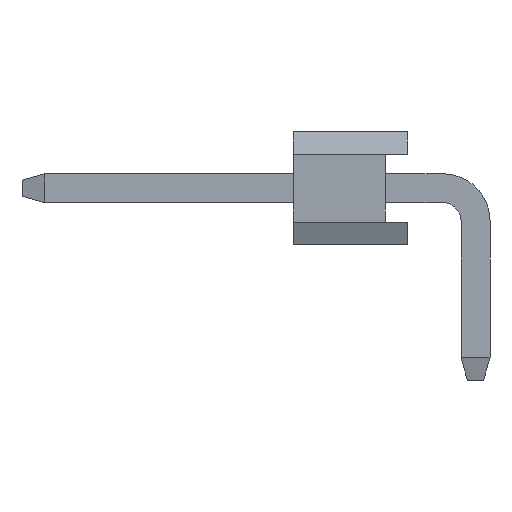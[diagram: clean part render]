
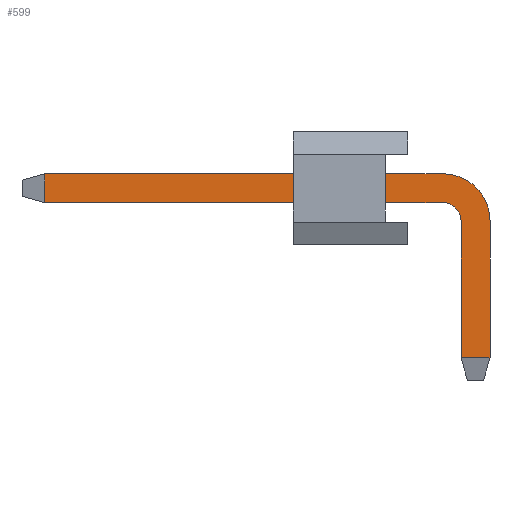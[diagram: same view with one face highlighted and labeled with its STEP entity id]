
A CAD part, front view. The second image highlights one B-rep face of the part: STEP entity #599.
In plain terms, the highlighted planar face has unit normal (0, -1, 0).
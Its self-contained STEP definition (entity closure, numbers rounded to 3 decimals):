
#113 = B_SPLINE_SURFACE_WITH_KNOTS('',1,1,(
    (#114,#115)
    ,(#116,#117
    )),.UNSPECIFIED.,.F.,.F.,.F.,(2,2),(2,2),(0.,0.64),(0.,1.),
  .PIECEWISE_BEZIER_KNOTS.);
#114 = CARTESIAN_POINT('',(-9.54,-0.32,0.93));
#115 = CARTESIAN_POINT('',(-10.04,-0.18,1.07));
#116 = CARTESIAN_POINT('',(-9.54,-0.32,1.57));
#117 = CARTESIAN_POINT('',(-10.04,-0.18,1.43));
#227 = VERTEX_POINT('',#228);
#228 = CARTESIAN_POINT('',(-9.54,-0.32,0.93));
#242 = PLANE('',#243);
#243 = AXIS2_PLACEMENT_3D('',#244,#245,#246);
#244 = CARTESIAN_POINT('',(-0.72,0.32,0.93));
#245 = DIRECTION('',(0.,0.,-1.));
#246 = DIRECTION('',(-1.,0.,0.));
#279 = EDGE_CURVE('',#227,#280,#282,.T.);
#280 = VERTEX_POINT('',#281);
#281 = CARTESIAN_POINT('',(-9.54,-0.32,1.57));
#282 = SURFACE_CURVE('',#283,(#287,#294),.PCURVE_S1.);
#283 = LINE('',#284,#285);
#284 = CARTESIAN_POINT('',(-9.54,-0.32,0.93));
#285 = VECTOR('',#286,1.);
#286 = DIRECTION('',(0.,0.,1.));
#287 = PCURVE('',#113,#288);
#288 = DEFINITIONAL_REPRESENTATION('',(#289),#293);
#289 = LINE('',#290,#291);
#290 = CARTESIAN_POINT('',(0.,0.));
#291 = VECTOR('',#292,1.);
#292 = DIRECTION('',(1.,0.));
#293 = ( GEOMETRIC_REPRESENTATION_CONTEXT(2) 
PARAMETRIC_REPRESENTATION_CONTEXT() REPRESENTATION_CONTEXT('2D SPACE',''
  ) );
#294 = PCURVE('',#295,#300);
#295 = PLANE('',#296);
#296 = AXIS2_PLACEMENT_3D('',#297,#298,#299);
#297 = CARTESIAN_POINT('',(0.32,-0.32,0.53));
#298 = DIRECTION('',(0.,-1.,0.));
#299 = DIRECTION('',(0.,0.,-1.));
#300 = DEFINITIONAL_REPRESENTATION('',(#301),#305);
#301 = LINE('',#302,#303);
#302 = CARTESIAN_POINT('',(-0.4,-9.86));
#303 = VECTOR('',#304,1.);
#304 = DIRECTION('',(-1.,0.));
#305 = ( GEOMETRIC_REPRESENTATION_CONTEXT(2) 
PARAMETRIC_REPRESENTATION_CONTEXT() REPRESENTATION_CONTEXT('2D SPACE',''
  ) );
#346 = PLANE('',#347);
#347 = AXIS2_PLACEMENT_3D('',#348,#349,#350);
#348 = CARTESIAN_POINT('',(-9.54,0.32,1.57));
#349 = DIRECTION('',(0.,0.,1.));
#350 = DIRECTION('',(1.,0.,0.));
#382 = PLANE('',#383);
#383 = AXIS2_PLACEMENT_3D('',#384,#385,#386);
#384 = CARTESIAN_POINT('',(0.32,0.32,0.53));
#385 = DIRECTION('',(1.,0.,0.));
#386 = DIRECTION('',(0.,0.,-1.));
#411 = CYLINDRICAL_SURFACE('',#412,1.04);
#412 = AXIS2_PLACEMENT_3D('',#413,#414,#415);
#413 = CARTESIAN_POINT('',(-0.72,0.32,0.53));
#414 = DIRECTION('',(0.,1.,0.));
#415 = DIRECTION('',(1.,0.,0.));
#485 = CYLINDRICAL_SURFACE('',#486,0.4);
#486 = AXIS2_PLACEMENT_3D('',#487,#488,#489);
#487 = CARTESIAN_POINT('',(-0.72,0.32,0.53));
#488 = DIRECTION('',(0.,1.,0.));
#489 = DIRECTION('',(1.,0.,0.));
#513 = PLANE('',#514);
#514 = AXIS2_PLACEMENT_3D('',#515,#516,#517);
#515 = CARTESIAN_POINT('',(-0.32,0.32,-2.5));
#516 = DIRECTION('',(-1.,0.,0.));
#517 = DIRECTION('',(0.,0.,1.));
#555 = VERTEX_POINT('',#556);
#556 = CARTESIAN_POINT('',(-0.72,-0.32,0.93));
#577 = EDGE_CURVE('',#555,#227,#578,.T.);
#578 = SURFACE_CURVE('',#579,(#583,#590),.PCURVE_S1.);
#579 = LINE('',#580,#581);
#580 = CARTESIAN_POINT('',(-0.72,-0.32,0.93));
#581 = VECTOR('',#582,1.);
#582 = DIRECTION('',(-1.,0.,0.));
#583 = PCURVE('',#242,#584);
#584 = DEFINITIONAL_REPRESENTATION('',(#585),#589);
#585 = LINE('',#586,#587);
#586 = CARTESIAN_POINT('',(0.,-0.64));
#587 = VECTOR('',#588,1.);
#588 = DIRECTION('',(1.,0.));
#589 = ( GEOMETRIC_REPRESENTATION_CONTEXT(2) 
PARAMETRIC_REPRESENTATION_CONTEXT() REPRESENTATION_CONTEXT('2D SPACE',''
  ) );
#590 = PCURVE('',#295,#591);
#591 = DEFINITIONAL_REPRESENTATION('',(#592),#596);
#592 = LINE('',#593,#594);
#593 = CARTESIAN_POINT('',(-0.4,-1.04));
#594 = VECTOR('',#595,1.);
#595 = DIRECTION('',(-0.,-1.));
#596 = ( GEOMETRIC_REPRESENTATION_CONTEXT(2) 
PARAMETRIC_REPRESENTATION_CONTEXT() REPRESENTATION_CONTEXT('2D SPACE',''
  ) );
#599 = ADVANCED_FACE('',(#600),#295,.T.);
#600 = FACE_BOUND('',#601,.T.);
#601 = EDGE_LOOP('',(#602,#627,#651,#672,#673,#674,#698,#721));
#602 = ORIENTED_EDGE('',*,*,#603,.F.);
#603 = EDGE_CURVE('',#604,#606,#608,.T.);
#604 = VERTEX_POINT('',#605);
#605 = CARTESIAN_POINT('',(0.32,-0.32,0.53));
#606 = VERTEX_POINT('',#607);
#607 = CARTESIAN_POINT('',(0.32,-0.32,-2.5));
#608 = SURFACE_CURVE('',#609,(#613,#620),.PCURVE_S1.);
#609 = LINE('',#610,#611);
#610 = CARTESIAN_POINT('',(0.32,-0.32,0.53));
#611 = VECTOR('',#612,1.);
#612 = DIRECTION('',(0.,0.,-1.));
#613 = PCURVE('',#295,#614);
#614 = DEFINITIONAL_REPRESENTATION('',(#615),#619);
#615 = LINE('',#616,#617);
#616 = CARTESIAN_POINT('',(0.,0.));
#617 = VECTOR('',#618,1.);
#618 = DIRECTION('',(1.,0.));
#619 = ( GEOMETRIC_REPRESENTATION_CONTEXT(2) 
PARAMETRIC_REPRESENTATION_CONTEXT() REPRESENTATION_CONTEXT('2D SPACE',''
  ) );
#620 = PCURVE('',#382,#621);
#621 = DEFINITIONAL_REPRESENTATION('',(#622),#626);
#622 = LINE('',#623,#624);
#623 = CARTESIAN_POINT('',(0.,-0.64));
#624 = VECTOR('',#625,1.);
#625 = DIRECTION('',(1.,0.));
#626 = ( GEOMETRIC_REPRESENTATION_CONTEXT(2) 
PARAMETRIC_REPRESENTATION_CONTEXT() REPRESENTATION_CONTEXT('2D SPACE',''
  ) );
#627 = ORIENTED_EDGE('',*,*,#628,.T.);
#628 = EDGE_CURVE('',#604,#629,#631,.T.);
#629 = VERTEX_POINT('',#630);
#630 = CARTESIAN_POINT('',(-0.72,-0.32,1.57));
#631 = SURFACE_CURVE('',#632,(#637,#644),.PCURVE_S1.);
#632 = CIRCLE('',#633,1.04);
#633 = AXIS2_PLACEMENT_3D('',#634,#635,#636);
#634 = CARTESIAN_POINT('',(-0.72,-0.32,0.53));
#635 = DIRECTION('',(0.,-1.,0.));
#636 = DIRECTION('',(1.,0.,0.));
#637 = PCURVE('',#295,#638);
#638 = DEFINITIONAL_REPRESENTATION('',(#639),#643);
#639 = CIRCLE('',#640,1.04);
#640 = AXIS2_PLACEMENT_2D('',#641,#642);
#641 = CARTESIAN_POINT('',(0.,-1.04));
#642 = DIRECTION('',(0.,1.));
#643 = ( GEOMETRIC_REPRESENTATION_CONTEXT(2) 
PARAMETRIC_REPRESENTATION_CONTEXT() REPRESENTATION_CONTEXT('2D SPACE',''
  ) );
#644 = PCURVE('',#411,#645);
#645 = DEFINITIONAL_REPRESENTATION('',(#646),#650);
#646 = LINE('',#647,#648);
#647 = CARTESIAN_POINT('',(-0.,-0.64));
#648 = VECTOR('',#649,1.);
#649 = DIRECTION('',(-1.,0.));
#650 = ( GEOMETRIC_REPRESENTATION_CONTEXT(2) 
PARAMETRIC_REPRESENTATION_CONTEXT() REPRESENTATION_CONTEXT('2D SPACE',''
  ) );
#651 = ORIENTED_EDGE('',*,*,#652,.F.);
#652 = EDGE_CURVE('',#280,#629,#653,.T.);
#653 = SURFACE_CURVE('',#654,(#658,#665),.PCURVE_S1.);
#654 = LINE('',#655,#656);
#655 = CARTESIAN_POINT('',(-9.54,-0.32,1.57));
#656 = VECTOR('',#657,1.);
#657 = DIRECTION('',(1.,0.,0.));
#658 = PCURVE('',#295,#659);
#659 = DEFINITIONAL_REPRESENTATION('',(#660),#664);
#660 = LINE('',#661,#662);
#661 = CARTESIAN_POINT('',(-1.04,-9.86));
#662 = VECTOR('',#663,1.);
#663 = DIRECTION('',(0.,1.));
#664 = ( GEOMETRIC_REPRESENTATION_CONTEXT(2) 
PARAMETRIC_REPRESENTATION_CONTEXT() REPRESENTATION_CONTEXT('2D SPACE',''
  ) );
#665 = PCURVE('',#346,#666);
#666 = DEFINITIONAL_REPRESENTATION('',(#667),#671);
#667 = LINE('',#668,#669);
#668 = CARTESIAN_POINT('',(0.,-0.64));
#669 = VECTOR('',#670,1.);
#670 = DIRECTION('',(1.,0.));
#671 = ( GEOMETRIC_REPRESENTATION_CONTEXT(2) 
PARAMETRIC_REPRESENTATION_CONTEXT() REPRESENTATION_CONTEXT('2D SPACE',''
  ) );
#672 = ORIENTED_EDGE('',*,*,#279,.F.);
#673 = ORIENTED_EDGE('',*,*,#577,.F.);
#674 = ORIENTED_EDGE('',*,*,#675,.F.);
#675 = EDGE_CURVE('',#676,#555,#678,.T.);
#676 = VERTEX_POINT('',#677);
#677 = CARTESIAN_POINT('',(-0.32,-0.32,0.53));
#678 = SURFACE_CURVE('',#679,(#684,#691),.PCURVE_S1.);
#679 = CIRCLE('',#680,0.4);
#680 = AXIS2_PLACEMENT_3D('',#681,#682,#683);
#681 = CARTESIAN_POINT('',(-0.72,-0.32,0.53));
#682 = DIRECTION('',(0.,-1.,0.));
#683 = DIRECTION('',(1.,0.,0.));
#684 = PCURVE('',#295,#685);
#685 = DEFINITIONAL_REPRESENTATION('',(#686),#690);
#686 = CIRCLE('',#687,0.4);
#687 = AXIS2_PLACEMENT_2D('',#688,#689);
#688 = CARTESIAN_POINT('',(0.,-1.04));
#689 = DIRECTION('',(0.,1.));
#690 = ( GEOMETRIC_REPRESENTATION_CONTEXT(2) 
PARAMETRIC_REPRESENTATION_CONTEXT() REPRESENTATION_CONTEXT('2D SPACE',''
  ) );
#691 = PCURVE('',#485,#692);
#692 = DEFINITIONAL_REPRESENTATION('',(#693),#697);
#693 = LINE('',#694,#695);
#694 = CARTESIAN_POINT('',(-0.,-0.64));
#695 = VECTOR('',#696,1.);
#696 = DIRECTION('',(-1.,0.));
#697 = ( GEOMETRIC_REPRESENTATION_CONTEXT(2) 
PARAMETRIC_REPRESENTATION_CONTEXT() REPRESENTATION_CONTEXT('2D SPACE',''
  ) );
#698 = ORIENTED_EDGE('',*,*,#699,.F.);
#699 = EDGE_CURVE('',#700,#676,#702,.T.);
#700 = VERTEX_POINT('',#701);
#701 = CARTESIAN_POINT('',(-0.32,-0.32,-2.5));
#702 = SURFACE_CURVE('',#703,(#707,#714),.PCURVE_S1.);
#703 = LINE('',#704,#705);
#704 = CARTESIAN_POINT('',(-0.32,-0.32,-2.5));
#705 = VECTOR('',#706,1.);
#706 = DIRECTION('',(0.,0.,1.));
#707 = PCURVE('',#295,#708);
#708 = DEFINITIONAL_REPRESENTATION('',(#709),#713);
#709 = LINE('',#710,#711);
#710 = CARTESIAN_POINT('',(3.03,-0.64));
#711 = VECTOR('',#712,1.);
#712 = DIRECTION('',(-1.,0.));
#713 = ( GEOMETRIC_REPRESENTATION_CONTEXT(2) 
PARAMETRIC_REPRESENTATION_CONTEXT() REPRESENTATION_CONTEXT('2D SPACE',''
  ) );
#714 = PCURVE('',#513,#715);
#715 = DEFINITIONAL_REPRESENTATION('',(#716),#720);
#716 = LINE('',#717,#718);
#717 = CARTESIAN_POINT('',(0.,-0.64));
#718 = VECTOR('',#719,1.);
#719 = DIRECTION('',(1.,0.));
#720 = ( GEOMETRIC_REPRESENTATION_CONTEXT(2) 
PARAMETRIC_REPRESENTATION_CONTEXT() REPRESENTATION_CONTEXT('2D SPACE',''
  ) );
#721 = ORIENTED_EDGE('',*,*,#722,.F.);
#722 = EDGE_CURVE('',#606,#700,#723,.T.);
#723 = SURFACE_CURVE('',#724,(#728,#735),.PCURVE_S1.);
#724 = LINE('',#725,#726);
#725 = CARTESIAN_POINT('',(0.32,-0.32,-2.5));
#726 = VECTOR('',#727,1.);
#727 = DIRECTION('',(-1.,0.,0.));
#728 = PCURVE('',#295,#729);
#729 = DEFINITIONAL_REPRESENTATION('',(#730),#734);
#730 = LINE('',#731,#732);
#731 = CARTESIAN_POINT('',(3.03,0.));
#732 = VECTOR('',#733,1.);
#733 = DIRECTION('',(-0.,-1.));
#734 = ( GEOMETRIC_REPRESENTATION_CONTEXT(2) 
PARAMETRIC_REPRESENTATION_CONTEXT() REPRESENTATION_CONTEXT('2D SPACE',''
  ) );
#735 = PCURVE('',#736,#741);
#736 = B_SPLINE_SURFACE_WITH_KNOTS('',1,1,(
    (#737,#738)
    ,(#739,#740
    )),.UNSPECIFIED.,.F.,.F.,.F.,(2,2),(2,2),(0.,0.64),(0.,1.),
  .PIECEWISE_BEZIER_KNOTS.);
#737 = CARTESIAN_POINT('',(0.32,-0.32,-2.5));
#738 = CARTESIAN_POINT('',(0.18,-0.18,-3.));
#739 = CARTESIAN_POINT('',(-0.32,-0.32,-2.5));
#740 = CARTESIAN_POINT('',(-0.18,-0.18,-3.));
#741 = DEFINITIONAL_REPRESENTATION('',(#742),#746);
#742 = LINE('',#743,#744);
#743 = CARTESIAN_POINT('',(0.,0.));
#744 = VECTOR('',#745,1.);
#745 = DIRECTION('',(1.,0.));
#746 = ( GEOMETRIC_REPRESENTATION_CONTEXT(2) 
PARAMETRIC_REPRESENTATION_CONTEXT() REPRESENTATION_CONTEXT('2D SPACE',''
  ) );
